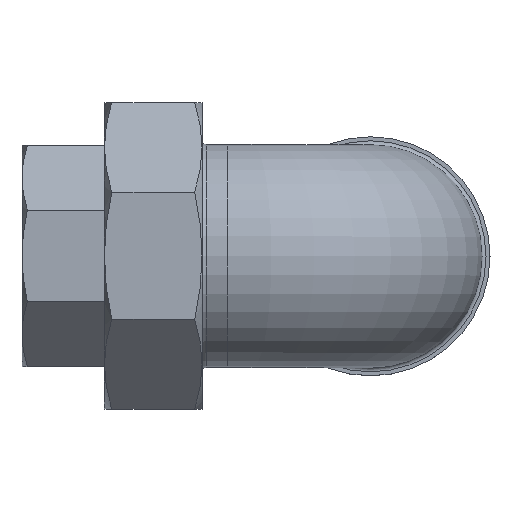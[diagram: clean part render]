
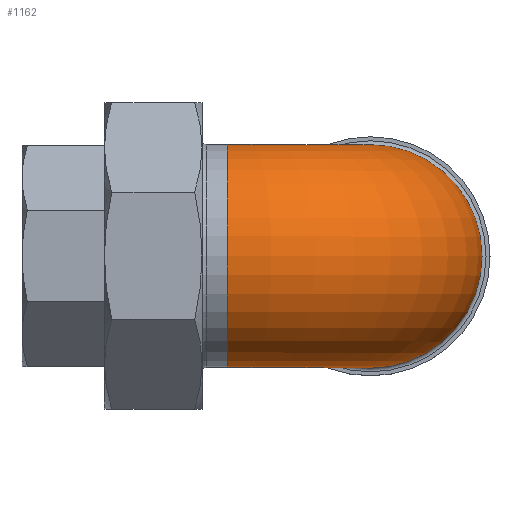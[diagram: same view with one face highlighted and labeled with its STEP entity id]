
A CAD part, top view. The second image highlights one B-rep face of the part: STEP entity #1162.
In plain terms, the highlighted toroidal (fillet/blend) face has major radius 36 mm and minor radius 28 mm.
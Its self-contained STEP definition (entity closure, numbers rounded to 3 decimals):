
#46=TOROIDAL_SURFACE('',#1363,36.,28.);
#235=FACE_OUTER_BOUND('',#321,.T.);
#321=EDGE_LOOP('',(#962,#963,#964,#965));
#390=CIRCLE('',#1337,28.);
#396=CIRCLE('',#1347,28.);
#406=CIRCLE('',#1364,8.);
#528=VERTEX_POINT('',#2441);
#533=VERTEX_POINT('',#2458);
#665=EDGE_CURVE('',#528,#528,#390,.T.);
#672=EDGE_CURVE('',#533,#533,#396,.T.);
#687=EDGE_CURVE('',#528,#533,#406,.T.);
#962=ORIENTED_EDGE('',*,*,#665,.F.);
#963=ORIENTED_EDGE('',*,*,#687,.T.);
#964=ORIENTED_EDGE('',*,*,#672,.T.);
#965=ORIENTED_EDGE('',*,*,#687,.F.);
#1162=ADVANCED_FACE('',(#235),#46,.T.);
#1337=AXIS2_PLACEMENT_3D('',#2443,#1584,#1585);
#1347=AXIS2_PLACEMENT_3D('',#2459,#1605,#1606);
#1363=AXIS2_PLACEMENT_3D('',#2488,#1642,#1643);
#1364=AXIS2_PLACEMENT_3D('',#2489,#1644,#1645);
#1584=DIRECTION('center_axis',(0.,-1.,0.));
#1585=DIRECTION('ref_axis',(1.,0.,0.));
#1605=DIRECTION('center_axis',(1.,0.,0.));
#1606=DIRECTION('ref_axis',(0.,1.,0.));
#1642=DIRECTION('center_axis',(0.,0.,-1.));
#1643=DIRECTION('ref_axis',(-1.,0.,0.));
#1644=DIRECTION('center_axis',(0.,0.,1.));
#1645=DIRECTION('ref_axis',(-1.,0.,0.));
#2441=CARTESIAN_POINT('',(28.,-36.,0.));
#2443=CARTESIAN_POINT('Origin',(56.,-36.,0.));
#2458=CARTESIAN_POINT('',(20.,-28.,0.));
#2459=CARTESIAN_POINT('Origin',(20.,0.,0.));
#2488=CARTESIAN_POINT('Origin',(20.,-36.,0.));
#2489=CARTESIAN_POINT('Origin',(20.,-36.,0.));
